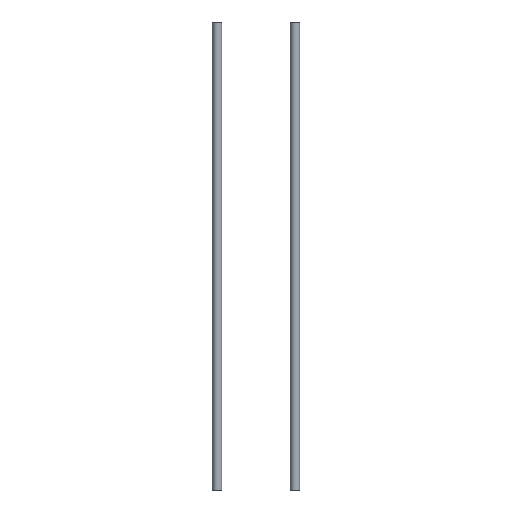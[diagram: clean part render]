
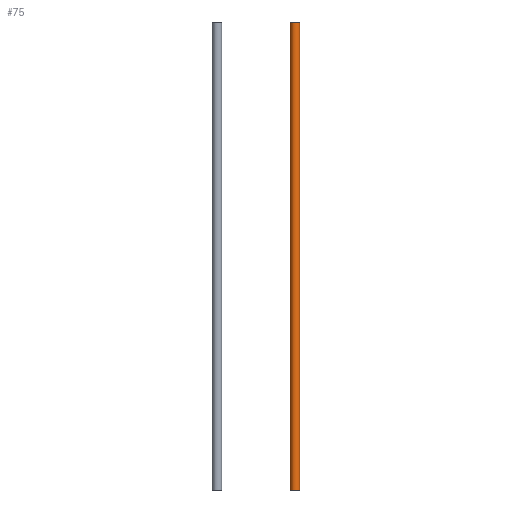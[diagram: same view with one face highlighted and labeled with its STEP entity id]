
A CAD part, front view. The second image highlights one B-rep face of the part: STEP entity #75.
In plain terms, the highlighted cylindrical face has radius 3 mm (diameter 6 mm), a full revolution.
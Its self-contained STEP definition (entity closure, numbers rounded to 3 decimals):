
#31=FACE_OUTER_BOUND('',#37,.T.);
#37=EDGE_LOOP('',(#61,#62,#63,#64));
#43=LINE('',#159,#45);
#45=VECTOR('',#129,3.);
#47=CIRCLE('',#109,3.);
#48=CIRCLE('',#110,3.);
#51=VERTEX_POINT('',#156);
#52=VERTEX_POINT('',#158);
#55=EDGE_CURVE('',#51,#51,#47,.T.);
#56=EDGE_CURVE('',#51,#52,#43,.T.);
#57=EDGE_CURVE('',#52,#52,#48,.T.);
#61=ORIENTED_EDGE('',*,*,#55,.F.);
#62=ORIENTED_EDGE('',*,*,#56,.T.);
#63=ORIENTED_EDGE('',*,*,#57,.T.);
#64=ORIENTED_EDGE('',*,*,#56,.F.);
#73=CYLINDRICAL_SURFACE('',#108,3.);
#75=ADVANCED_FACE('',(#31),#73,.T.);
#108=AXIS2_PLACEMENT_3D('',#155,#125,#126);
#109=AXIS2_PLACEMENT_3D('',#157,#127,#128);
#110=AXIS2_PLACEMENT_3D('',#160,#130,#131);
#125=DIRECTION('center_axis',(0.,0.,1.));
#126=DIRECTION('ref_axis',(1.,0.,0.));
#127=DIRECTION('center_axis',(0.,0.,1.));
#128=DIRECTION('ref_axis',(1.,0.,0.));
#129=DIRECTION('',(0.,0.,-1.));
#130=DIRECTION('center_axis',(0.,0.,1.));
#131=DIRECTION('ref_axis',(1.,0.,0.));
#155=CARTESIAN_POINT('Origin',(25.,0.,0.));
#156=CARTESIAN_POINT('',(22.,0.,300.));
#157=CARTESIAN_POINT('Origin',(25.,0.,300.));
#158=CARTESIAN_POINT('',(22.,0.,0.));
#159=CARTESIAN_POINT('',(22.,0.,0.));
#160=CARTESIAN_POINT('Origin',(25.,0.,0.));
